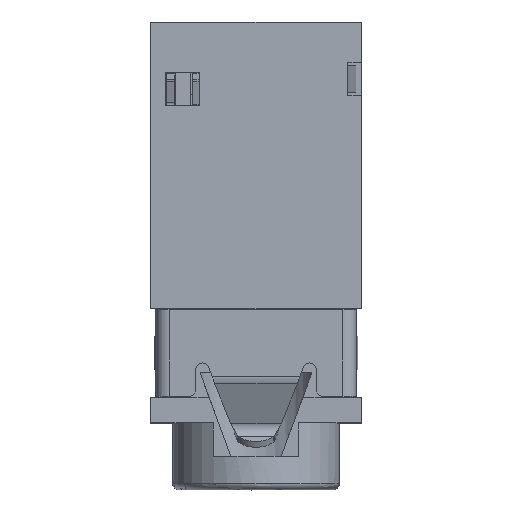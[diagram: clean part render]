
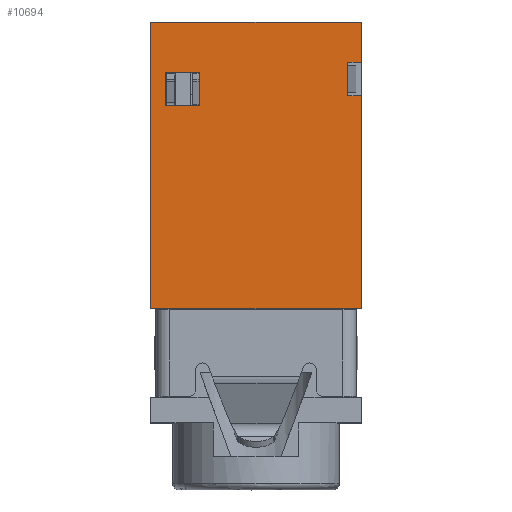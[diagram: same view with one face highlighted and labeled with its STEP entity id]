
A CAD part, top view. The second image highlights one B-rep face of the part: STEP entity #10694.
In plain terms, the highlighted planar face has unit normal (0, 0, 1).
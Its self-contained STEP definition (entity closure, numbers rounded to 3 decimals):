
#92=FACE_BOUND('',#1701,.T.);
#1157=FACE_OUTER_BOUND('',#1700,.T.);
#1700=EDGE_LOOP('',(#8938,#8939,#8940,#8941,#8942,#8943,#8944,#8945));
#1701=EDGE_LOOP('',(#8946,#8947,#8948,#8949));
#2666=LINE('',#18141,#3871);
#2667=LINE('',#18143,#3872);
#2668=LINE('',#18145,#3873);
#2669=LINE('',#18147,#3874);
#2670=LINE('',#18149,#3875);
#2671=LINE('',#18151,#3876);
#2672=LINE('',#18153,#3877);
#2673=LINE('',#18154,#3878);
#2674=LINE('',#18157,#3879);
#2675=LINE('',#18159,#3880);
#2676=LINE('',#18161,#3881);
#2677=LINE('',#18162,#3882);
#3871=VECTOR('',#13807,1000.);
#3872=VECTOR('',#13808,1000.);
#3873=VECTOR('',#13809,1000.);
#3874=VECTOR('',#13810,1000.);
#3875=VECTOR('',#13811,1000.);
#3876=VECTOR('',#13812,1000.);
#3877=VECTOR('',#13813,1000.);
#3878=VECTOR('',#13814,1000.);
#3879=VECTOR('',#13815,1000.);
#3880=VECTOR('',#13816,1000.);
#3881=VECTOR('',#13817,1000.);
#3882=VECTOR('',#13818,1000.);
#5040=VERTEX_POINT('',#18139);
#5041=VERTEX_POINT('',#18140);
#5042=VERTEX_POINT('',#18142);
#5043=VERTEX_POINT('',#18144);
#5044=VERTEX_POINT('',#18146);
#5045=VERTEX_POINT('',#18148);
#5046=VERTEX_POINT('',#18150);
#5047=VERTEX_POINT('',#18152);
#5048=VERTEX_POINT('',#18155);
#5049=VERTEX_POINT('',#18156);
#5050=VERTEX_POINT('',#18158);
#5051=VERTEX_POINT('',#18160);
#6415=EDGE_CURVE('',#5040,#5041,#2666,.T.);
#6416=EDGE_CURVE('',#5041,#5042,#2667,.T.);
#6417=EDGE_CURVE('',#5043,#5042,#2668,.T.);
#6418=EDGE_CURVE('',#5044,#5043,#2669,.T.);
#6419=EDGE_CURVE('',#5045,#5044,#2670,.T.);
#6420=EDGE_CURVE('',#5046,#5045,#2671,.T.);
#6421=EDGE_CURVE('',#5046,#5047,#2672,.T.);
#6422=EDGE_CURVE('',#5040,#5047,#2673,.T.);
#6423=EDGE_CURVE('',#5048,#5049,#2674,.T.);
#6424=EDGE_CURVE('',#5050,#5048,#2675,.T.);
#6425=EDGE_CURVE('',#5050,#5051,#2676,.T.);
#6426=EDGE_CURVE('',#5049,#5051,#2677,.T.);
#8938=ORIENTED_EDGE('',*,*,#6415,.T.);
#8939=ORIENTED_EDGE('',*,*,#6416,.T.);
#8940=ORIENTED_EDGE('',*,*,#6417,.F.);
#8941=ORIENTED_EDGE('',*,*,#6418,.F.);
#8942=ORIENTED_EDGE('',*,*,#6419,.F.);
#8943=ORIENTED_EDGE('',*,*,#6420,.F.);
#8944=ORIENTED_EDGE('',*,*,#6421,.T.);
#8945=ORIENTED_EDGE('',*,*,#6422,.F.);
#8946=ORIENTED_EDGE('',*,*,#6423,.F.);
#8947=ORIENTED_EDGE('',*,*,#6424,.F.);
#8948=ORIENTED_EDGE('',*,*,#6425,.T.);
#8949=ORIENTED_EDGE('',*,*,#6426,.F.);
#10177=PLANE('',#11569);
#10694=ADVANCED_FACE('',(#1157,#92),#10177,.F.);
#11569=AXIS2_PLACEMENT_3D('',#18138,#13805,#13806);
#13805=DIRECTION('center_axis',(0.,0.,
-1.));
#13806=DIRECTION('ref_axis',(1.,0.,0.));
#13807=DIRECTION('',(1.,0.,0.));
#13808=DIRECTION('',(0.,1.,0.));
#13809=DIRECTION('',(1.,0.,0.));
#13810=DIRECTION('',(0.,1.,0.));
#13811=DIRECTION('',(-1.,0.,0.));
#13812=DIRECTION('',(0.,-1.,0.));
#13813=DIRECTION('',(-1.,0.,0.));
#13814=DIRECTION('',(0.,-1.,0.));
#13815=DIRECTION('',(0.,-1.,0.));
#13816=DIRECTION('',(-1.,0.,0.));
#13817=DIRECTION('',(0.,-1.,0.));
#13818=DIRECTION('',(1.,0.,0.));
#18138=CARTESIAN_POINT('Origin',(-3.15,-10.5,4.));
#18139=CARTESIAN_POINT('',(2.75,0.3,4.));
#18140=CARTESIAN_POINT('',(3.15,0.3,4.));
#18141=CARTESIAN_POINT('',(2.75,0.3,4.));
#18142=CARTESIAN_POINT('',(3.15,1.5,4.));
#18143=CARTESIAN_POINT('',(3.15,-10.5,4.));
#18144=CARTESIAN_POINT('',(-3.15,1.5,4.));
#18145=CARTESIAN_POINT('',(-3.15,1.5,4.));
#18146=CARTESIAN_POINT('',(-3.15,-7.08,4.));
#18147=CARTESIAN_POINT('',(-3.15,-10.5,4.));
#18148=CARTESIAN_POINT('',(3.15,-7.08,4.));
#18149=CARTESIAN_POINT('',(-3.15,-7.08,4.));
#18150=CARTESIAN_POINT('',(3.15,-0.7,4.));
#18151=CARTESIAN_POINT('',(3.15,-10.5,4.));
#18152=CARTESIAN_POINT('',(2.75,-0.7,4.));
#18153=CARTESIAN_POINT('',(2.75,-0.7,4.));
#18154=CARTESIAN_POINT('',(2.75,-10.5,4.));
#18155=CARTESIAN_POINT('',(-2.7,0.,4.));
#18156=CARTESIAN_POINT('',(-2.7,-1.,4.));
#18157=CARTESIAN_POINT('',(-2.7,-10.5,4.));
#18158=CARTESIAN_POINT('',(-1.7,0.,4.));
#18159=CARTESIAN_POINT('',(-3.15,0.,4.));
#18160=CARTESIAN_POINT('',(-1.7,-1.,4.));
#18161=CARTESIAN_POINT('',(-1.7,-1.6,4.));
#18162=CARTESIAN_POINT('',(-3.15,-1.,4.));
